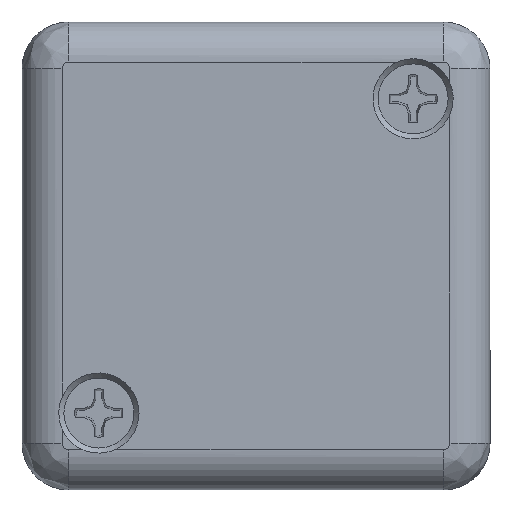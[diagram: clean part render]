
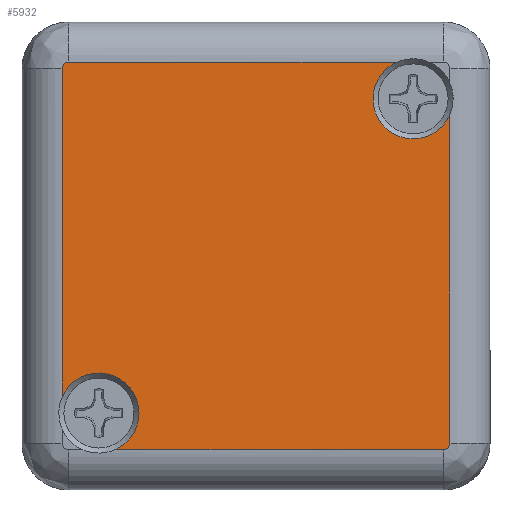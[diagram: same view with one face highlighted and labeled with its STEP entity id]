
A CAD part, top view. The second image highlights one B-rep face of the part: STEP entity #5932.
In plain terms, the highlighted face is planar.
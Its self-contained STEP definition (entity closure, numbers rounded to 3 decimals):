
#223=CIRCLE('',#6237,3.);
#228=CIRCLE('',#6244,3.);
#285=CIRCLE('',#6345,0.5);
#287=CIRCLE('',#6348,0.5);
#842=FACE_OUTER_BOUND('',#1222,.T.);
#1222=EDGE_LOOP('',(#5222,#5223,#5224,#5225,#5226,#5227,#5228,#5229));
#1689=LINE('',#10817,#2223);
#1690=LINE('',#10820,#2224);
#1737=LINE('',#11043,#2271);
#1738=LINE('',#11068,#2272);
#2223=VECTOR('',#7381,24.551);
#2224=VECTOR('',#7384,24.551);
#2271=VECTOR('',#7623,24.551);
#2272=VECTOR('',#7634,24.551);
#2756=VERTEX_POINT('',#10755);
#2758=VERTEX_POINT('',#10765);
#2763=VERTEX_POINT('',#10784);
#2765=VERTEX_POINT('',#10795);
#2770=VERTEX_POINT('',#10815);
#2771=VERTEX_POINT('',#10819);
#2833=VERTEX_POINT('',#11042);
#2834=VERTEX_POINT('',#11054);
#3525=EDGE_CURVE('',#2758,#2756,#223,.T.);
#3533=EDGE_CURVE('',#2763,#2765,#228,.T.);
#3539=EDGE_CURVE('',#2770,#2756,#1689,.T.);
#3540=EDGE_CURVE('',#2763,#2771,#1690,.T.);
#3640=EDGE_CURVE('',#2771,#2770,#285,.T.);
#3641=EDGE_CURVE('',#2758,#2833,#1737,.T.);
#3643=EDGE_CURVE('',#2833,#2834,#287,.T.);
#3646=EDGE_CURVE('',#2834,#2765,#1738,.T.);
#5222=ORIENTED_EDGE('',*,*,#3525,.T.);
#5223=ORIENTED_EDGE('',*,*,#3539,.F.);
#5224=ORIENTED_EDGE('',*,*,#3640,.F.);
#5225=ORIENTED_EDGE('',*,*,#3540,.F.);
#5226=ORIENTED_EDGE('',*,*,#3533,.T.);
#5227=ORIENTED_EDGE('',*,*,#3646,.F.);
#5228=ORIENTED_EDGE('',*,*,#3643,.F.);
#5229=ORIENTED_EDGE('',*,*,#3641,.F.);
#5610=PLANE('',#6352);
#5932=ADVANCED_FACE('',(#842),#5610,.F.);
#6237=AXIS2_PLACEMENT_3D('',#10766,#7353,#7354);
#6244=AXIS2_PLACEMENT_3D('',#10804,#7367,#7368);
#6345=AXIS2_PLACEMENT_3D('',#11040,#7619,#7620);
#6348=AXIS2_PLACEMENT_3D('',#11055,#7626,#7627);
#6352=AXIS2_PLACEMENT_3D('',#11069,#7635,#7636);
#7353=DIRECTION('center_axis',(0.,0.,1.));
#7354=DIRECTION('ref_axis',(-1.,0.,0.));
#7367=DIRECTION('center_axis',(0.,0.,1.));
#7368=DIRECTION('ref_axis',(-1.,0.,0.));
#7381=DIRECTION('',(1.,0.,0.));
#7384=DIRECTION('',(0.,-1.,0.));
#7619=DIRECTION('center_axis',(0.,0.,1.));
#7620=DIRECTION('ref_axis',(-0.707,-0.707,0.));
#7623=DIRECTION('',(0.,1.,0.));
#7626=DIRECTION('center_axis',(0.,0.,1.));
#7627=DIRECTION('ref_axis',(0.707,0.707,0.));
#7634=DIRECTION('',(-1.,0.,0.));
#7635=DIRECTION('center_axis',(0.,0.,1.));
#7636=DIRECTION('ref_axis',(1.,0.,0.));
#10755=CARTESIAN_POINT('',(-0.966,-10.717,0.));
#10765=CARTESIAN_POINT('',(2.983,-6.768,0.));
#10766=CARTESIAN_POINT('Origin',(0.233,-7.967,0.));
#10784=CARTESIAN_POINT('',(-26.017,14.334,0.));
#10795=CARTESIAN_POINT('',(-22.068,18.283,0.));
#10804=CARTESIAN_POINT('Origin',(-23.267,15.533,0.));
#10815=CARTESIAN_POINT('',(-25.517,-10.717,0.));
#10817=CARTESIAN_POINT('',(-2.767,-10.717,0.));
#10819=CARTESIAN_POINT('',(-26.017,-10.217,0.));
#10820=CARTESIAN_POINT('',(-26.017,-4.967,0.));
#11040=CARTESIAN_POINT('Origin',(-25.517,-10.217,0.));
#11042=CARTESIAN_POINT('',(2.983,17.783,0.));
#11043=CARTESIAN_POINT('',(2.983,12.533,0.));
#11054=CARTESIAN_POINT('',(2.483,18.283,0.));
#11055=CARTESIAN_POINT('Origin',(2.483,17.783,0.));
#11068=CARTESIAN_POINT('',(-20.267,18.283,0.));
#11069=CARTESIAN_POINT('Origin',(-11.517,3.783,0.));
